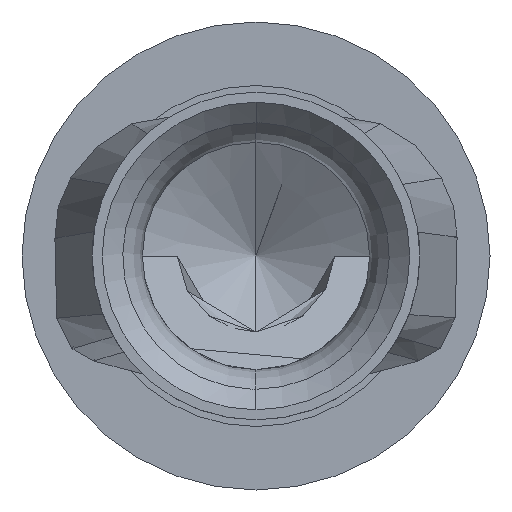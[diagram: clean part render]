
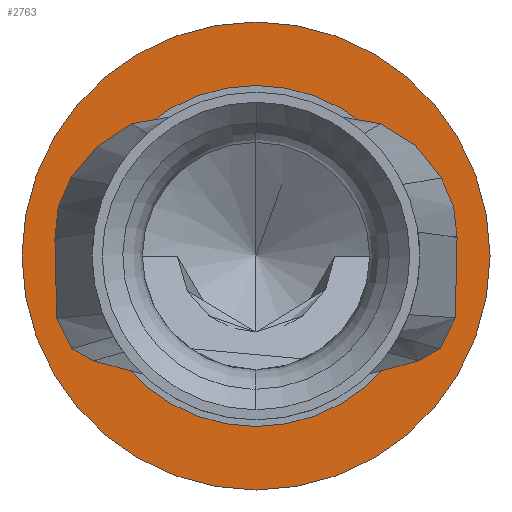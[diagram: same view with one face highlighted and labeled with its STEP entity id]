
A CAD part, left-side view. The second image highlights one B-rep face of the part: STEP entity #2763.
In plain terms, the highlighted planar face has unit normal (-1, 0, 0).
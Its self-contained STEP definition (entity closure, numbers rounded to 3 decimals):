
#787=CARTESIAN_POINT('',(0.45,0.,0.));
#788=DIRECTION('',(1.,0.,0.));
#789=DIRECTION('',(0.,0.,-1.));
#790=AXIS2_PLACEMENT_3D('',#787,#788,#789);
#792=CARTESIAN_POINT('',(0.45,0.,0.));
#793=DIRECTION('',(1.,0.,0.));
#794=DIRECTION('',(0.,0.,1.));
#795=AXIS2_PLACEMENT_3D('',#792,#793,#794);
#797=CARTESIAN_POINT('',(0.45,0.,0.));
#798=DIRECTION('',(-1.,0.,0.));
#799=DIRECTION('',(0.,0.,-1.));
#800=AXIS2_PLACEMENT_3D('',#797,#798,#799);
#802=CARTESIAN_POINT('',(0.45,0.,0.));
#803=DIRECTION('',(-1.,0.,0.));
#804=DIRECTION('',(0.,0.,1.));
#805=AXIS2_PLACEMENT_3D('',#802,#803,#804);
#1644=CARTESIAN_POINT('',(0.45,0.,1.275));
#1645=CARTESIAN_POINT('',(0.45,0.,-1.275));
#1646=VERTEX_POINT('',#1644);
#1647=VERTEX_POINT('',#1645);
#1654=CARTESIAN_POINT('',(0.45,0.,-1.75));
#1655=CARTESIAN_POINT('',(0.45,0.,1.75));
#1656=VERTEX_POINT('',#1654);
#1657=VERTEX_POINT('',#1655);
#2748=CARTESIAN_POINT('',(0.45,0.,0.));
#2749=DIRECTION('',(1.,0.,0.));
#2750=DIRECTION('',(0.,0.,-1.));
#2751=AXIS2_PLACEMENT_3D('',#2748,#2749,#2750);
#2752=PLANE('',#2751);
#2754=ORIENTED_EDGE('',*,*,#2753,.T.);
#2756=ORIENTED_EDGE('',*,*,#2755,.T.);
#2757=EDGE_LOOP('',(#2754,#2756));
#2758=FACE_OUTER_BOUND('',#2757,.F.);
#2759=ORIENTED_EDGE('',*,*,#2722,.T.);
#2760=ORIENTED_EDGE('',*,*,#2742,.T.);
#2761=EDGE_LOOP('',(#2759,#2760));
#2762=FACE_BOUND('',#2761,.F.);
#2763=ADVANCED_FACE('',(#2758,#2762),#2752,.F.);
#791=CIRCLE('',#790,1.75);
#796=CIRCLE('',#795,1.75);
#801=CIRCLE('',#800,1.275);
#806=CIRCLE('',#805,1.275);
#2722=EDGE_CURVE('',#1647,#1646,#801,.T.);
#2742=EDGE_CURVE('',#1646,#1647,#806,.T.);
#2753=EDGE_CURVE('',#1656,#1657,#791,.T.);
#2755=EDGE_CURVE('',#1657,#1656,#796,.T.);
